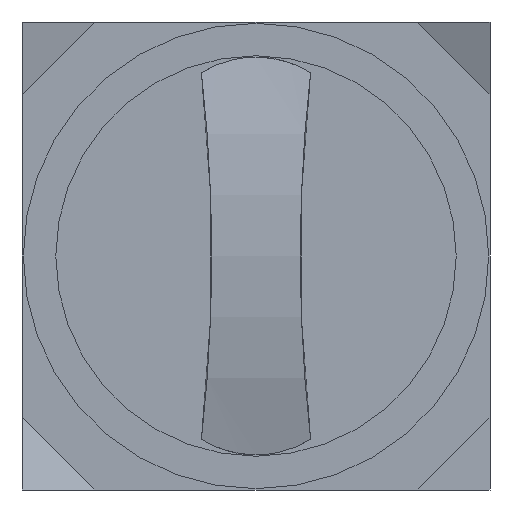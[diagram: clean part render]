
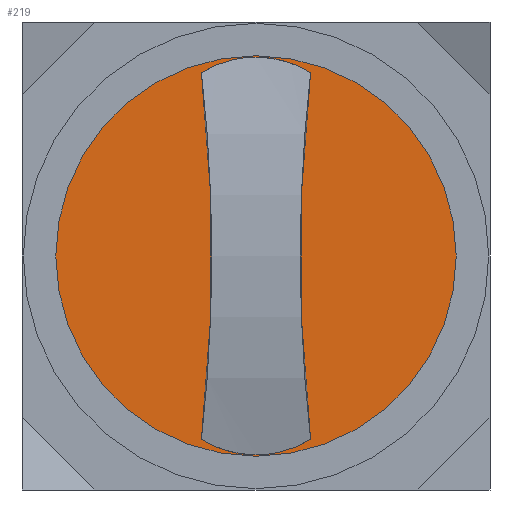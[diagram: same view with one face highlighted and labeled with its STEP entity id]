
A CAD part, front view. The second image highlights one B-rep face of the part: STEP entity #219.
In plain terms, the highlighted planar face has unit normal (0, -1, 0).
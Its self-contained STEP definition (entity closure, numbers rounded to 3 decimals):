
#89=CARTESIAN_POINT('POINT9',(-2.1,-11.,-7.05));
#90=VERTEX_POINT('VERTEX9',#89);
#91=CARTESIAN_POINT('POINT10',(-2.1,-11.,
   7.05));
#92=VERTEX_POINT('VERTEX10',#91);
#93=CARTESIAN_POINT('POS2',(-64.028,-11.,
   0.));
#94=DIRECTION('DIR3',(0.,-1.,0.));
#95=DIRECTION('DIR4',(0.994,0.,
   -0.113));
#96=AXIS2_PLACEMENT_3D('AXIS2',#93,#94,#95);
#97=CIRCLE('ELLIPSE1',#96,62.328);
#98=EDGE_CURVE('EDGE9',#90,#92,#97,.T.);
#122=CARTESIAN_POINT('POINT11',(2.1,-11.,
   -7.05));
#123=VERTEX_POINT('VERTEX11',#122);
#124=CARTESIAN_POINT('POS6',(0.,-11.,-3.675));
#125=DIRECTION('DIR9',(0.,1.,0.));
#126=DIRECTION('DIR10',(0.528,0.,
   -0.849));
#127=AXIS2_PLACEMENT_3D('AXIS4',#124,#125,#126);
#128=CIRCLE('ELLIPSE2',#127,3.975);
#129=EDGE_CURVE('EDGE12',#123,#90,#128,.T.);
#148=CARTESIAN_POINT('POINT12',(2.1,-11.,7.05
   ));
#149=VERTEX_POINT('VERTEX12',#148);
#150=CARTESIAN_POINT('POS9',(64.028,-11.,
   0.));
#151=DIRECTION('DIR14',(0.,-1.,0.));
#152=DIRECTION('DIR15',(-0.994,0.,
   0.113));
#153=AXIS2_PLACEMENT_3D('AXIS6',#150,#151,#152);
#154=CIRCLE('ELLIPSE3',#153,62.328);
#155=EDGE_CURVE('EDGE14',#149,#123,#154,.T.);
#174=CARTESIAN_POINT('POS12',(0.,-11.,3.675
   ));
#175=DIRECTION('DIR19',(0.,1.,0.));
#176=DIRECTION('DIR20',(-0.528,0.,
   0.849));
#177=AXIS2_PLACEMENT_3D('AXIS8',#174,#175,#176);
#178=CIRCLE('ELLIPSE4',#177,3.975);
#179=EDGE_CURVE('EDGE16',#92,#149,#178,.T.);
#193=ORIENTED_EDGE('COEDGE29',*,*,#179,.T.);
#194=ORIENTED_EDGE('COEDGE30',*,*,#155,.T.);
#195=ORIENTED_EDGE('COEDGE31',*,*,#129,.T.);
#196=ORIENTED_EDGE('COEDGE32',*,*,#98,.T.);
#197=EDGE_LOOP('NONE',(#193,#194,#195,#196));
#198=FACE_BOUND('LOOP1',#197,.T.);
#199=CARTESIAN_POINT('POINT13',(7.7,-11.,0.
   ));
#200=VERTEX_POINT('VERTEX13',#199);
#201=CARTESIAN_POINT('POINT14',(-7.7,-11.,
   0.));
#202=VERTEX_POINT('VERTEX14',#201);
#203=CARTESIAN_POINT('POS14',(0.,-11.,0.))
   ;
#204=DIRECTION('DIR23',(0.,-1.,0.));
#205=DIRECTION('DIR24',(1.,0.,0.));
#206=AXIS2_PLACEMENT_3D('AXIS10',#203,#204,#205);
#207=CIRCLE('ELLIPSE5',#206,7.7);
#208=EDGE_CURVE('EDGE17',#200,#202,#207,.T.);
#209=ORIENTED_EDGE('COEDGE33',*,*,#208,.T.);
#210=EDGE_CURVE('EDGE18',#202,#200,#207,.T.);
#211=ORIENTED_EDGE('COEDGE34',*,*,#210,.T.);
#212=EDGE_LOOP('NONE',(#209,#211));
#213=FACE_BOUND('LOOP1',#212,.T.);
#214=CARTESIAN_POINT('POS15',(0.,-11.,0.))
   ;
#215=DIRECTION('DIR25',(0.,-1.,0.));
#216=DIRECTION('DIR26',(1.,0.,0.));
#217=AXIS2_PLACEMENT_3D('AXIS11',#214,#215,#216);
#218=PLANE('PLANE1',#217);
#219=ADVANCED_FACE('FACE6',(#198,#213),#218,.T.);
